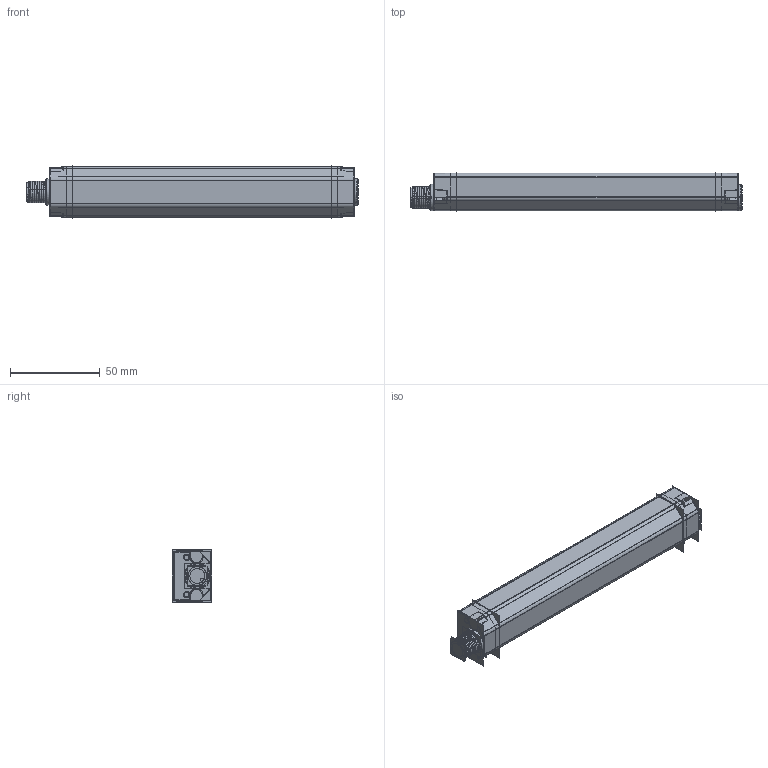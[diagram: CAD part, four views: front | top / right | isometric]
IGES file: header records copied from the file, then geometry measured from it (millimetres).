
Start section:  PTC IGES file: 157885.igs
Global section: file name: 157885.igs; native system: Creo Parametric by Parametric Technology Corporation; preprocessor: 2016010; author: PDMAdmin; organization: Unknown; date: 20160614.080939; units: millimetre
Bounding box: 185.21 x 21.83 x 29.12 mm (x, y, z)
Volume: 28272.6 mm3; surface area: 191144 mm2
Topology: 13 solids, 18 shells, 1986 faces, 10158 edges, 12817 vertices
Faces by surface type: revolution 996, bspline 990
